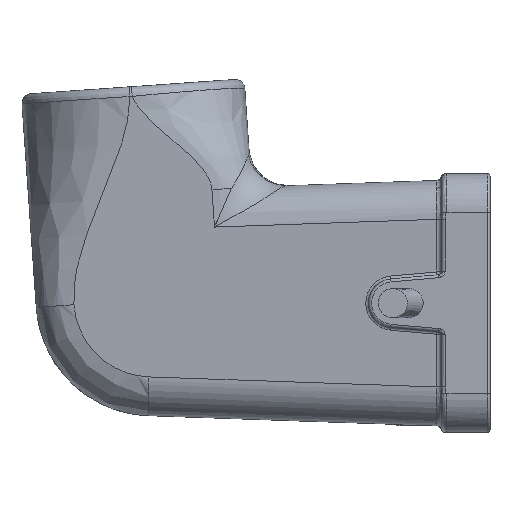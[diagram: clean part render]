
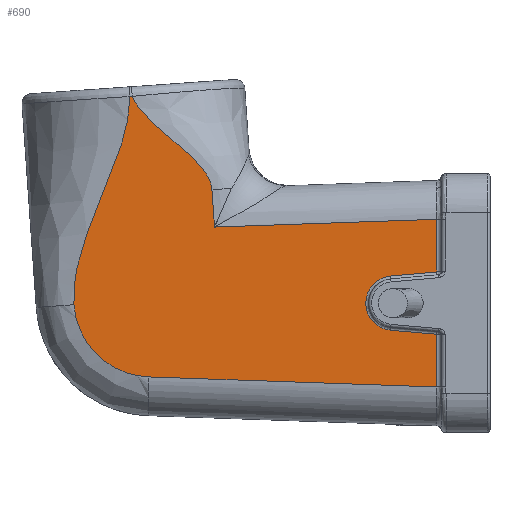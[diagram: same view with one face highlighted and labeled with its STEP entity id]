
A CAD part, left-side view. The second image highlights one B-rep face of the part: STEP entity #690.
In plain terms, the highlighted planar face has unit normal (-1, 0.026, 0).
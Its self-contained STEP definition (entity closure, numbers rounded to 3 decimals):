
#373=FACE_OUTER_BOUND('',#1679,.T.);
#690=ADVANCED_FACE('97',(#373),#986,.T.);
#986=PLANE('',#5600);
#1266=B_SPLINE_CURVE_WITH_KNOTS('',3,(#8148,#8149,#8150,#8151,#8152,#8153,
#8154,#8155,#8156,#8157,#8158,#8159,#8160,#8161,#8162,#8163,#8164,#8165,
#8166,#8167,#8168,#8169,#8170,#8171,#8172,#8173,#8174,#8175,#8176,#8177,
#8178,#8179,#8180,#8181,#8182,#8183),.UNSPECIFIED.,.F.,.F.,(4,2,2,2,2,2,
2,1,1,2,2,2,2,2,2,2,2,2,4),(0.,0.125,0.187,0.25,
0.375,0.437,0.5,0.531,
0.547,0.555,0.562,0.578,
0.594,0.609,0.625,0.687,
0.75,0.875,1.),.UNSPECIFIED.);
#1267=B_SPLINE_CURVE_WITH_KNOTS('',3,(#8188,#8189,#8190,#8191),
 .UNSPECIFIED.,.F.,.F.,(4,4),(0.,1.),.UNSPECIFIED.);
#1268=B_SPLINE_CURVE_WITH_KNOTS('',3,(#8193,#8194,#8195,#8196,#8197,#8198,
#8199,#8200,#8201,#8202,#8203),.UNSPECIFIED.,.F.,.F.,(4,1,1,1,1,1,1,1,4),
(0.,0.125,0.25,0.375,0.5,0.625,0.75,0.875,1.),.UNSPECIFIED.);
#1269=B_SPLINE_CURVE_WITH_KNOTS('',3,(#8211,#8212,#8213,#8214,#8215,#8216,
#8217,#8218,#8219,#8220,#8221,#8222,#8223,#8224,#8225,#8226,#8227,#8228,
#8229),.UNSPECIFIED.,.F.,.F.,(4,1,1,1,1,1,1,1,1,1,1,1,1,1,1,1,4),(0.,0.063,
0.125,0.188,0.25,0.313,0.375,0.438,0.5,0.563,0.625,0.688,0.75,0.813,
0.875,0.938,1.),.UNSPECIFIED.);
#1270=B_SPLINE_CURVE_WITH_KNOTS('',3,(#8234,#8235,#8236,#8237),
 .UNSPECIFIED.,.F.,.F.,(4,4),(0.,1.),.UNSPECIFIED.);
#1679=EDGE_LOOP('',(#2274,#2275,#2276,#2277,#2278,#2279,#2280,#2281,#2282,
#2283,#2284,#2285));
#2274=ORIENTED_EDGE('',*,*,#4290,.T.);
#2275=ORIENTED_EDGE('',*,*,#4291,.T.);
#2276=ORIENTED_EDGE('',*,*,#4292,.T.);
#2277=ORIENTED_EDGE('',*,*,#4293,.T.);
#2278=ORIENTED_EDGE('',*,*,#4294,.T.);
#2279=ORIENTED_EDGE('',*,*,#4295,.F.);
#2280=ORIENTED_EDGE('',*,*,#4296,.T.);
#2281=ORIENTED_EDGE('',*,*,#4297,.F.);
#2282=ORIENTED_EDGE('',*,*,#4298,.T.);
#2283=ORIENTED_EDGE('',*,*,#4289,.F.);
#2284=ORIENTED_EDGE('',*,*,#4299,.T.);
#2285=ORIENTED_EDGE('',*,*,#4300,.T.);
#3752=VERTEX_POINT('',#8137);
#3753=VERTEX_POINT('',#8145);
#3754=VERTEX_POINT('',#8184);
#3755=VERTEX_POINT('',#8185);
#3756=VERTEX_POINT('',#8187);
#3757=VERTEX_POINT('',#8192);
#3758=VERTEX_POINT('',#8204);
#3759=VERTEX_POINT('',#8206);
#3760=VERTEX_POINT('',#8208);
#3761=VERTEX_POINT('',#8210);
#3762=VERTEX_POINT('',#8230);
#3763=VERTEX_POINT('',#8233);
#4289=EDGE_CURVE('379',#3753,#3752,#4976,.T.);
#4290=EDGE_CURVE('902',#3754,#3755,#1266,.T.);
#4291=EDGE_CURVE('385',#3755,#3756,#4977,.T.);
#4292=EDGE_CURVE('386',#3756,#3757,#1267,.T.);
#4293=EDGE_CURVE('401',#3757,#3758,#1268,.T.);
#4294=EDGE_CURVE('406',#3758,#3759,#4978,.T.);
#4295=EDGE_CURVE('764',#3760,#3759,#4979,.T.);
#4296=EDGE_CURVE('412',#3760,#3761,#4980,.T.);
#4297=EDGE_CURVE('399',#3762,#3761,#1269,.T.);
#4298=EDGE_CURVE('378',#3762,#3752,#4981,.T.);
#4299=EDGE_CURVE('380',#3753,#3763,#4982,.T.);
#4300=EDGE_CURVE('901',#3763,#3754,#1270,.T.);
#4976=LINE('',#8146,#5277);
#4977=LINE('',#8186,#5278);
#4978=LINE('',#8205,#5279);
#4979=LINE('',#8207,#5280);
#4980=LINE('',#8209,#5281);
#4981=LINE('',#8231,#5282);
#4982=LINE('',#8232,#5283);
#5277=VECTOR('',#6169,1.);
#5278=VECTOR('',#6172,1.);
#5279=VECTOR('',#6173,1.);
#5280=VECTOR('',#6174,1.);
#5281=VECTOR('',#6175,1.);
#5282=VECTOR('',#6176,1.);
#5283=VECTOR('',#6177,1.);
#5600=AXIS2_PLACEMENT_3D('',#8238,#6178,#6179);
#6169=DIRECTION('',(0.,0.,-1.));
#6172=DIRECTION('',(0.026,0.997,-0.07));
#6173=DIRECTION('',(-0.026,-0.999,-0.035));
#6174=DIRECTION('',(0.,0.,-1.));
#6175=DIRECTION('',(0.026,0.996,0.087));
#6176=DIRECTION('',(-0.026,-0.996,0.087));
#6177=DIRECTION('',(0.026,0.999,-0.035));
#6178=DIRECTION('',(-1.,0.026,0.));
#6179=DIRECTION('',(-0.026,-1.,0.));
#8137=CARTESIAN_POINT('',(-12.637,5.487,3.205));
#8145=CARTESIAN_POINT('',(-12.637,5.487,8.634));
#8146=CARTESIAN_POINT('',(-12.637,5.487,8.634));
#8148=CARTESIAN_POINT('',(-12.031,28.645,11.681));
#8149=CARTESIAN_POINT('',(-12.03,28.667,11.937));
#8150=CARTESIAN_POINT('',(-12.03,28.691,12.092));
#8151=CARTESIAN_POINT('',(-12.026,28.819,12.499));
#8152=CARTESIAN_POINT('',(-12.025,28.872,12.636));
#8153=CARTESIAN_POINT('',(-12.022,28.998,12.914));
#8154=CARTESIAN_POINT('',(-12.02,29.052,13.023));
#8155=CARTESIAN_POINT('',(-12.012,29.355,13.542));
#8156=CARTESIAN_POINT('',(-12.006,29.59,13.867));
#8157=CARTESIAN_POINT('',(-11.991,30.153,14.512));
#8158=CARTESIAN_POINT('',(-11.986,30.36,14.731));
#8159=CARTESIAN_POINT('',(-11.974,30.819,15.186));
#8160=CARTESIAN_POINT('',(-11.966,31.107,15.455));
#8161=CARTESIAN_POINT('',(-11.955,31.53,15.831));
#8162=CARTESIAN_POINT('',(-11.949,31.759,16.032));
#8163=CARTESIAN_POINT('',(-11.942,32.056,16.288));
#8164=CARTESIAN_POINT('',(-11.938,32.19,16.403));
#8165=CARTESIAN_POINT('',(-11.936,32.281,16.48));
#8166=CARTESIAN_POINT('',(-11.934,32.35,16.539));
#8167=CARTESIAN_POINT('',(-11.932,32.419,16.598));
#8168=CARTESIAN_POINT('',(-11.93,32.489,16.657));
#8169=CARTESIAN_POINT('',(-11.925,32.676,16.815));
#8170=CARTESIAN_POINT('',(-11.921,32.825,16.941));
#8171=CARTESIAN_POINT('',(-11.916,33.044,17.125));
#8172=CARTESIAN_POINT('',(-11.913,33.145,17.211));
#8173=CARTESIAN_POINT('',(-11.908,33.332,17.368));
#8174=CARTESIAN_POINT('',(-11.907,33.393,17.42));
#8175=CARTESIAN_POINT('',(-11.893,33.895,17.849));
#8176=CARTESIAN_POINT('',(-11.886,34.181,18.097));
#8177=CARTESIAN_POINT('',(-11.871,34.759,18.617));
#8178=CARTESIAN_POINT('',(-11.864,35.032,18.877));
#8179=CARTESIAN_POINT('',(-11.846,35.687,19.539));
#8180=CARTESIAN_POINT('',(-11.836,36.069,19.991));
#8181=CARTESIAN_POINT('',(-11.824,36.556,20.678));
#8182=CARTESIAN_POINT('',(-11.819,36.74,21.012));
#8183=CARTESIAN_POINT('',(-11.816,36.856,21.295));
#8184=CARTESIAN_POINT('',(-12.031,28.645,11.681));
#8185=CARTESIAN_POINT('',(-11.816,36.856,21.295));
#8186=CARTESIAN_POINT('',(-11.816,36.856,21.295));
#8187=CARTESIAN_POINT('',(-11.81,37.074,21.28));
#8188=CARTESIAN_POINT('',(-11.81,37.074,21.28));
#8189=CARTESIAN_POINT('',(-11.807,37.189,14.26));
#8190=CARTESIAN_POINT('',(-11.646,43.34,6.817));
#8191=CARTESIAN_POINT('',(-11.659,42.852,-0.161));
#8192=CARTESIAN_POINT('',(-11.659,42.852,-0.161));
#8193=CARTESIAN_POINT('',(-11.659,42.852,-0.161));
#8194=CARTESIAN_POINT('',(-11.66,42.818,-0.649));
#8195=CARTESIAN_POINT('',(-11.664,42.661,-1.617));
#8196=CARTESIAN_POINT('',(-11.677,42.163,-3.003));
#8197=CARTESIAN_POINT('',(-11.696,41.421,-4.275));
#8198=CARTESIAN_POINT('',(-11.721,40.46,-5.39));
#8199=CARTESIAN_POINT('',(-11.752,39.312,-6.312));
#8200=CARTESIAN_POINT('',(-11.785,38.015,-7.009));
#8201=CARTESIAN_POINT('',(-11.822,36.613,-7.457));
#8202=CARTESIAN_POINT('',(-11.848,35.639,-7.581));
#8203=CARTESIAN_POINT('',(-11.86,35.151,-7.598));
#8204=CARTESIAN_POINT('',(-11.86,35.151,-7.598));
#8205=CARTESIAN_POINT('',(-11.86,35.151,-7.598));
#8206=CARTESIAN_POINT('',(-12.637,5.487,-8.634));
#8207=CARTESIAN_POINT('',(-12.637,5.487,-3.205));
#8208=CARTESIAN_POINT('',(-12.637,5.487,-3.205));
#8209=CARTESIAN_POINT('',(-12.637,5.487,-3.205));
#8210=CARTESIAN_POINT('',(-12.513,10.236,-2.789));
#8211=CARTESIAN_POINT('',(-12.513,10.236,2.789));
#8212=CARTESIAN_POINT('',(-12.508,10.409,2.774));
#8213=CARTESIAN_POINT('',(-12.499,10.751,2.712));
#8214=CARTESIAN_POINT('',(-12.487,11.238,2.526));
#8215=CARTESIAN_POINT('',(-12.475,11.682,2.253));
#8216=CARTESIAN_POINT('',(-12.465,12.068,1.903));
#8217=CARTESIAN_POINT('',(-12.457,12.384,1.487));
#8218=CARTESIAN_POINT('',(-12.451,12.617,1.021));
#8219=CARTESIAN_POINT('',(-12.447,12.76,0.519));
#8220=CARTESIAN_POINT('',(-12.446,12.808,0.));
#8221=CARTESIAN_POINT('',(-12.447,12.76,-0.519));
#8222=CARTESIAN_POINT('',(-12.451,12.617,-1.021));
#8223=CARTESIAN_POINT('',(-12.457,12.384,-1.487));
#8224=CARTESIAN_POINT('',(-12.465,12.068,-1.903));
#8225=CARTESIAN_POINT('',(-12.475,11.682,-2.253));
#8226=CARTESIAN_POINT('',(-12.487,11.238,-2.526));
#8227=CARTESIAN_POINT('',(-12.499,10.751,-2.712));
#8228=CARTESIAN_POINT('',(-12.508,10.409,-2.774));
#8229=CARTESIAN_POINT('',(-12.513,10.236,-2.789));
#8230=CARTESIAN_POINT('',(-12.513,10.236,2.789));
#8231=CARTESIAN_POINT('',(-12.513,10.236,2.789));
#8232=CARTESIAN_POINT('',(-12.637,5.487,8.634));
#8233=CARTESIAN_POINT('',(-12.038,28.375,7.835));
#8234=CARTESIAN_POINT('',(-12.038,28.375,7.835));
#8235=CARTESIAN_POINT('',(-12.034,28.536,10.135));
#8236=CARTESIAN_POINT('',(-12.031,28.626,11.417));
#8237=CARTESIAN_POINT('',(-12.031,28.645,11.681));
#8238=CARTESIAN_POINT('',(-12.65,5.,12.65));
